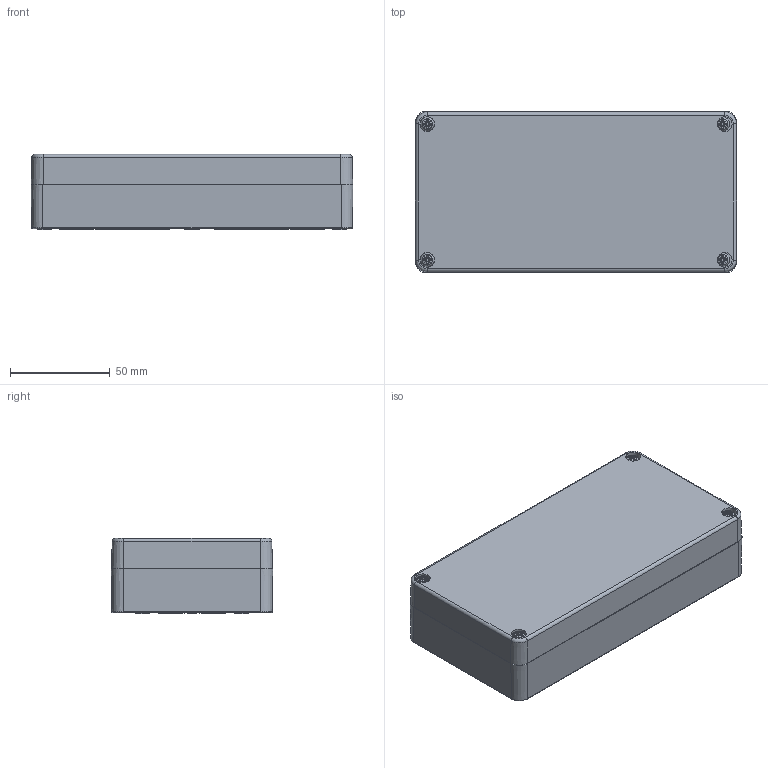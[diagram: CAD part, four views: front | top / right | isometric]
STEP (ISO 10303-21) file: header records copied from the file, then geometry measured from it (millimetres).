
FILE_DESCRIPTION((''),'2;1');
FILE_NAME('0402103601-MBT_168035-K_VE.stp','2015-12-22T14:39:46',('robin.rentz'),(''),'Autodesk Inventor 2012','Autodesk Inventor 2012','');
FILE_SCHEMA(('AUTOMOTIVE_DESIGN { 1 2 10303 214 0 1 1 1 }'));
Length unit declared in the file: millimetre
Products named in the file (6): 0402103601-MBT_168035-K_VE; 0401103602-UT_168020_VE; 0302103401-OT_168015-K_VE; xxx-O-Ring--OT--MBM-MBT_168015; 1990000007 M4 Buchsen; 1990000276 Schraube BM4x24_11
Assembly tree (11 placements, depth 2):
  0402103601-MBT_168035-K_VE
    0401103602-UT_168020_VE
    0302103401-OT_168015-K_VE
    xxx-O-Ring--OT--MBM-MBT_168015
    1990000007 M4 Buchsen  x4
    1990000276 Schraube BM4x24_11  x4
Bounding box: 161.3 x 81 x 37.73 mm (x, y, z)
Volume: 140816.9 mm3; surface area: 102157.4 mm2
Topology: 11 solids, 11 shells, 1828 faces, 4409 edges, 2664 vertices
Faces by surface type: plane 685, cylinder 428, cone 404, torus 210, bspline 85, sphere 16
Full cylindrical faces by diameter (mm): 3.242 x4, 3.3 x4, 4 x4, 4.4 x4, 4.5 x4, 4.6 x4, 5 x4, 5.1 x4, 6.8 x4, 7 x4, 7.4 x4, 7.7 x4
Entity records: 30156 total; most frequent: CARTESIAN_POINT 6841, DIRECTION 5036, ORIENTED_EDGE 4658, EDGE_CURVE 2329, AXIS2_PLACEMENT_3D 2008, VERTEX_POINT 1453, EDGE_LOOP 1184, CIRCLE 1023
